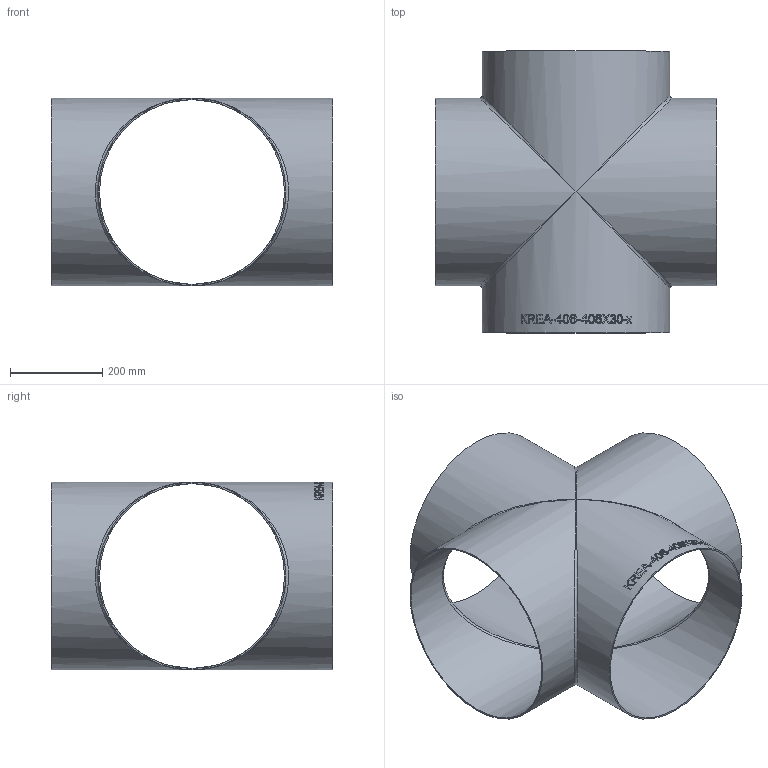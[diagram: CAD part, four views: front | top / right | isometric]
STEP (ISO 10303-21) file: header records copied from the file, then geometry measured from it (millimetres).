
FILE_DESCRIPTION (( 'STEP AP214' ), '1' );
FILE_NAME ('KREA-406-406X30-x Kreuz-Stück 2005.STEP', '2020-05-14T08:16:29', ( '' ), ( '' ), 'SwSTEP 2.0', 'SolidWorks 2019', '' );
FILE_SCHEMA (( 'AUTOMOTIVE_DESIGN' ));
Length unit declared in the file: millimetre
Products named in the file (1): KREA-406-406X30-x Kreuz-Stück 2005
Bounding box: 610 x 610 x 406.4 mm (x, y, z)
Volume: 2681163 mm3; surface area: 1799276.8 mm2
Topology: 1 solids, 1 shells, 253 faces, 672 edges, 428 vertices
Faces by surface type: bspline 137, plane 81, cylinder 35
Full cylindrical faces by diameter (mm): 400.4 x4, 406.4 x4
Entity records: 42133 total; most frequent: CARTESIAN_POINT 34708, ORIENTED_EDGE 1284, EDGE_CURVE 642, DIRECTION 550, VERTEX_POINT 424, B_SPLINE_CURVE_WITH_KNOTS 410, EDGE_LOOP 290, FACE_OUTER_BOUND 260
